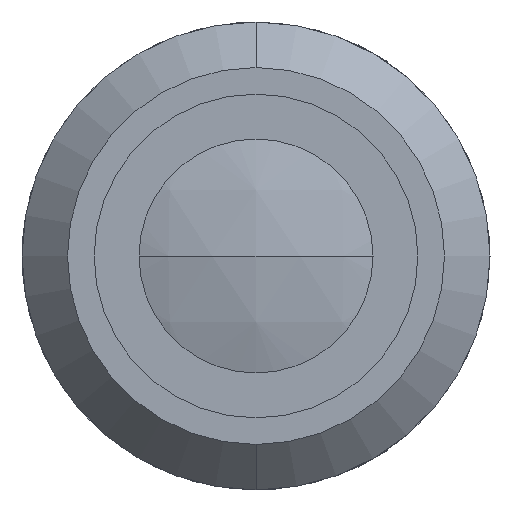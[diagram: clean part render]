
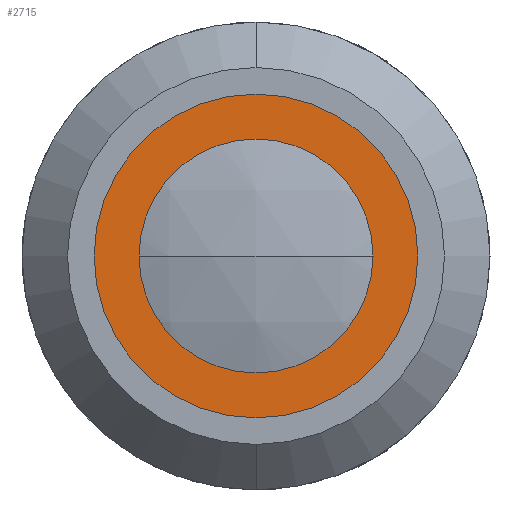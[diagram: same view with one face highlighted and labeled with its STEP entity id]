
A CAD part, left-side view. The second image highlights one B-rep face of the part: STEP entity #2715.
In plain terms, the highlighted planar face has unit normal (-1, 0, 0).
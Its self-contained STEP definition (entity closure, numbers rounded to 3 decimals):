
#157 = CARTESIAN_POINT ( 'NONE',  ( 3.5, 0., -9. ) ) ;
#359 = AXIS2_PLACEMENT_3D ( 'NONE', #4203, #2845, #1557 ) ;
#560 = ORIENTED_EDGE ( 'NONE', *, *, #1475, .T. ) ;
#600 = CARTESIAN_POINT ( 'NONE',  ( 3.5, 0., 0. ) ) ;
#762 = EDGE_LOOP ( 'NONE', ( #560, #1208 ) ) ;
#813 = DIRECTION ( 'NONE',  ( 0., 0., 1. ) ) ;
#947 = CARTESIAN_POINT ( 'NONE',  ( 3.5, 0., 13.2 ) ) ;
#1001 = EDGE_LOOP ( 'NONE', ( #2797, #2312 ) ) ;
#1031 = CARTESIAN_POINT ( 'NONE',  ( 3.5, 0., 9. ) ) ;
#1208 = ORIENTED_EDGE ( 'NONE', *, *, #3416, .T. ) ;
#1211 = CIRCLE ( 'NONE', #3940, 9. ) ;
#1426 = AXIS2_PLACEMENT_3D ( 'NONE', #3305, #3972, #2983 ) ;
#1475 = EDGE_CURVE ( 'NONE', #3746, #2487, #2309, .T. ) ;
#1550 = CARTESIAN_POINT ( 'NONE',  ( 3.5, 0., 0. ) ) ;
#1557 = DIRECTION ( 'NONE',  ( 0., 0., 1. ) ) ;
#1602 = VERTEX_POINT ( 'NONE', #1031 ) ;
#1842 = CIRCLE ( 'NONE', #2427, 13.2 ) ;
#1932 = PLANE ( 'NONE',  #1426 ) ;
#2309 = CIRCLE ( 'NONE', #359, 13.2 ) ;
#2312 = ORIENTED_EDGE ( 'NONE', *, *, #2324, .F. ) ;
#2324 = EDGE_CURVE ( 'NONE', #3322, #1602, #2793, .T. ) ;
#2427 = AXIS2_PLACEMENT_3D ( 'NONE', #4232, #4209, #813 ) ;
#2487 = VERTEX_POINT ( 'NONE', #3552 ) ;
#2615 = FACE_OUTER_BOUND ( 'NONE', #762, .T. ) ;
#2715 = ADVANCED_FACE ( 'NONE', ( #2937, #2615 ), #1932, .F. ) ;
#2793 = CIRCLE ( 'NONE', #4289, 9. ) ;
#2797 = ORIENTED_EDGE ( 'NONE', *, *, #3131, .F. ) ;
#2845 = DIRECTION ( 'NONE',  ( -1., 0., 0. ) ) ;
#2937 = FACE_BOUND ( 'NONE', #1001, .T. ) ;
#2983 = DIRECTION ( 'NONE',  ( 0., 0., -1. ) ) ;
#2999 = DIRECTION ( 'NONE',  ( -1., 0., 0. ) ) ;
#3131 = EDGE_CURVE ( 'NONE', #1602, #3322, #1211, .T. ) ;
#3305 = CARTESIAN_POINT ( 'NONE',  ( 3.5, 13.2, 0. ) ) ;
#3322 = VERTEX_POINT ( 'NONE', #157 ) ;
#3331 = DIRECTION ( 'NONE',  ( 0., 0., 1. ) ) ;
#3352 = DIRECTION ( 'NONE',  ( -1., 0., 0. ) ) ;
#3416 = EDGE_CURVE ( 'NONE', #2487, #3746, #1842, .T. ) ;
#3552 = CARTESIAN_POINT ( 'NONE',  ( 3.5, 0., -13.2 ) ) ;
#3746 = VERTEX_POINT ( 'NONE', #947 ) ;
#3940 = AXIS2_PLACEMENT_3D ( 'NONE', #1550, #2999, #3949 ) ;
#3949 = DIRECTION ( 'NONE',  ( 0., 0., 1. ) ) ;
#3972 = DIRECTION ( 'NONE',  ( 1., 0., 0. ) ) ;
#4203 = CARTESIAN_POINT ( 'NONE',  ( 3.5, 0., 0. ) ) ;
#4209 = DIRECTION ( 'NONE',  ( -1., 0., 0. ) ) ;
#4232 = CARTESIAN_POINT ( 'NONE',  ( 3.5, 0., 0. ) ) ;
#4289 = AXIS2_PLACEMENT_3D ( 'NONE', #600, #3352, #3331 ) ;
